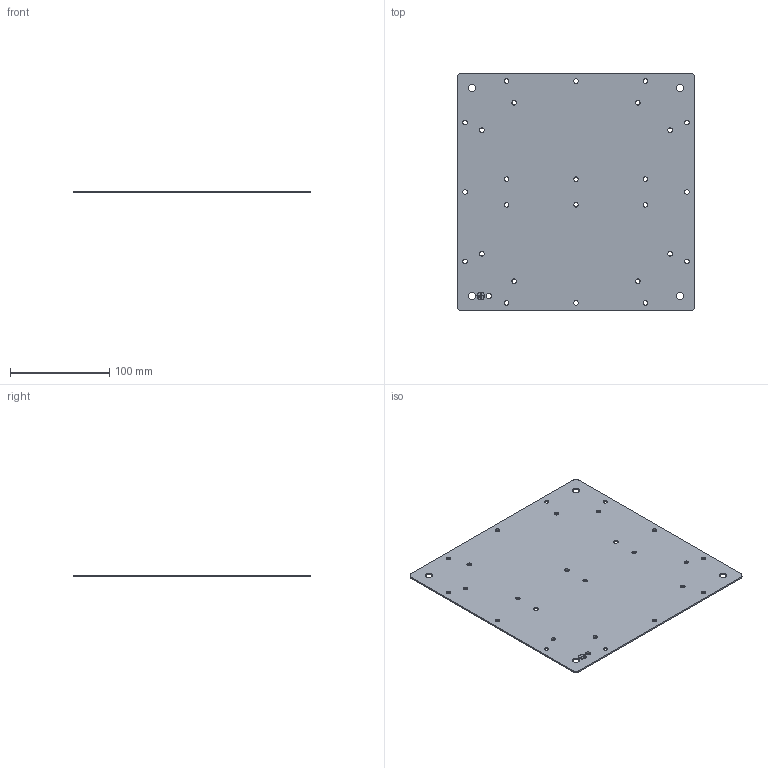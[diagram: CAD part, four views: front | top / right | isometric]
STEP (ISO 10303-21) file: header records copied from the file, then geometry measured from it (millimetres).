
FILE_DESCRIPTION(('CATIA V5 STEP Exchange','CAx-IF Rec.Pracs.--- Model Styling and Organization---1.4--- 2014-01-23'),'2;1');
FILE_NAME ('1337191-7_0_8000074316_8000074316_MOPL_KEBX_300x300_H_S3D.stp','2021-04-13T11:32:16+00:00',('none'),('Weidmueller'),'CATIA Version 5-6 Release 2016 SP3 HF44','CATIA V5 STEP AP214','none');
FILE_SCHEMA(('AUTOMOTIVE_DESIGN { 1 0 10303 214 1 1 1 1 }'));
Length unit declared in the file: millimetre
Products named in the file (1): 8000074316_MOPL_KEBX_300x300_H_S3D
Bounding box: 240 x 240 x 1.5 mm (x, y, z)
Volume: 85464.6 mm3; surface area: 116103.7 mm2
Topology: 1 solids, 1 shells, 97 faces, 270 edges, 180 vertices
Faces by surface type: cylinder 70, plane 27
Entity records: 3237 total; most frequent: CARTESIAN_POINT 606, ORIENTED_EDGE 540, DIRECTION 459, EDGE_CURVE 270, AXIS2_PLACEMENT_3D 233, VERTEX_POINT 180, EDGE_LOOP 164, CIRCLE 135
